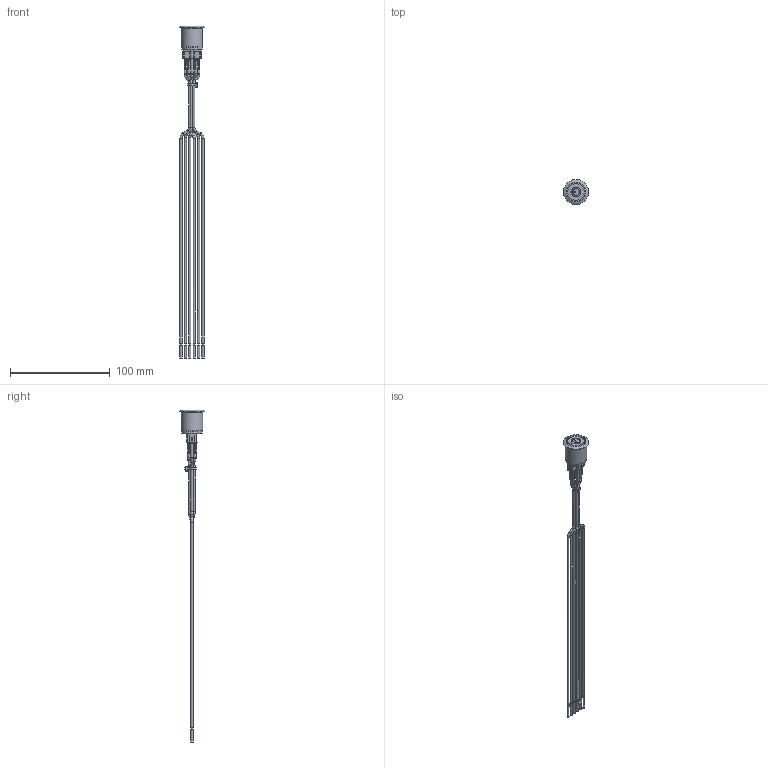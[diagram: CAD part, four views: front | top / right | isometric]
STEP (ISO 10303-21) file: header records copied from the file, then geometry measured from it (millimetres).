
FILE_DESCRIPTION(/* description */ (''),/* implementation_level */ '2;1');
FILE_NAME(/* name */ 'PV7FWT0SS-335-M03_Shrinkwrap_1.stp',/* time_stamp */ '2023-03-02T11:34:29-06:00',/* author */ ('jmeyers'),/* organization */ (''),/* preprocessor_version */ 'ST-DEVELOPER v18.1',/* originating_system */ 'Autodesk Inventor 2020',/* authorisation */ '');
FILE_SCHEMA (('AUTOMOTIVE_DESIGN { 1 0 10303 214 3 1 1 }'));
Length unit declared in the file: millimetre
Products named in the file (1): PV7FWT0SS-335-M03_Shrinkwrap_1
Bounding box: 25 x 25 x 332.55 mm (x, y, z)
Volume: 17057.6 mm3; surface area: 16235.2 mm2
Topology: 1 solids, 1 shells, 584 faces, 1470 edges, 899 vertices
Faces by surface type: plane 237, cylinder 207, torus 62, sphere 35, bspline 33, cone 10
Full cylindrical faces by diameter (mm): 1.5 x6, 1.85 x1, 2.2 x35, 2.4 x6, 18.9 x1, 20.8 x2, 25 x1
Entity records: 18745 total; most frequent: CARTESIAN_POINT 4444, DIRECTION 3116, ORIENTED_EDGE 2940, EDGE_CURVE 1470, AXIS2_PLACEMENT_3D 1180, VERTEX_POINT 899, LINE 756, VECTOR 756
